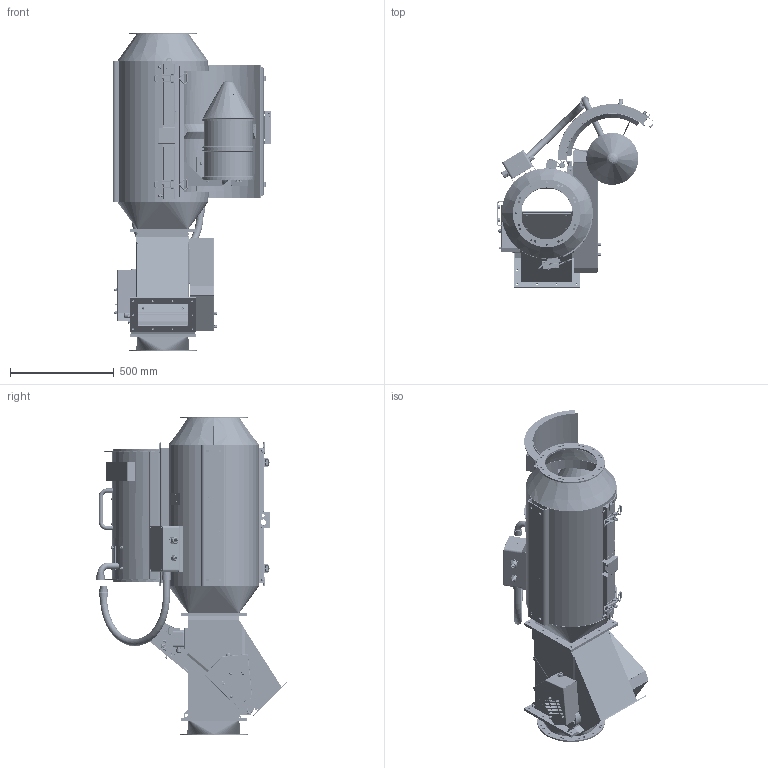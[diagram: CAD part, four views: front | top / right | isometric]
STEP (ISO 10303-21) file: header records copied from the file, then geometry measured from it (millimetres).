
FILE_DESCRIPTION(/* description */ (''),/* implementation_level */ '2;1');
FILE_NAME(/* name */ 'SPAA001063 - Customer.stp',/* time_stamp */ '2014-02-17T12:16:53+01:00',/* author */ ('bs'),/* organization */ (''),/* preprocessor_version */ 'ST-DEVELOPER v15.2',/* originating_system */ 'Autodesk Inventor 2014',/* authorisation */ '');
FILE_SCHEMA (('AUTOMOTIVE_DESIGN { 1 0 10303 214 3 1 1 }'));
Length unit declared in the file: millimetre
Products named in the file (1): SPAA001063 - Customer
Bounding box: 762.27 x 921 x 1533 mm (x, y, z)
Volume: 19910842.1 mm3; surface area: 9138699 mm2
Topology: 39 solids, 41 shells, 9823 faces, 25505 edges, 16558 vertices
Faces by surface type: plane 5734, cylinder 1764, bspline 1580, cone 534, torus 186, sphere 25
Full cylindrical faces by diameter (mm): 2.459 x3, 2.5 x8, 3 x4, 3.242 x14, 3.3 x2, 3.5 x4, 4 x9, 4.134 x5, 4.6 x14, 4.917 x22, 5.5 x3, 5.8 x1, 5.9 x1, 6 x10, 6.3 x2, 6.5 x5, 6.647 x26, 7 x14, 7.16 x2, 7.323 x6, 7.4 x2, 7.48 x1, 7.5 x4, 8 x51, 8.1 x2, 8.331 x2, 8.376 x11, 8.4 x2, 8.566 x3, 8.667 x2
Entity records: 317039 total; most frequent: CARTESIAN_POINT 81573, ORIENTED_EDGE 48384, DIRECTION 41534, EDGE_CURVE 23992, VERTEX_POINT 15851, LINE 15512, VECTOR 15512, AXIS2_PLACEMENT_3D 13011
